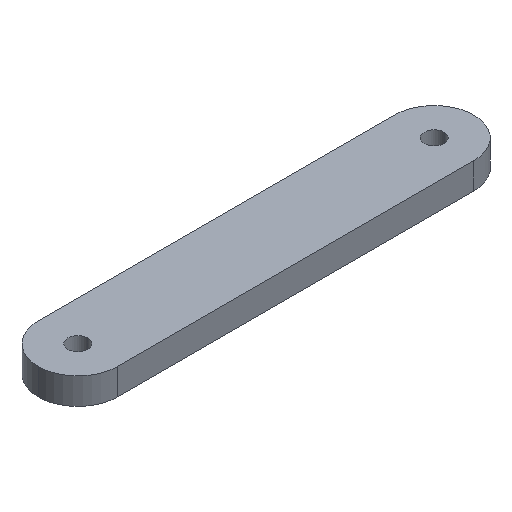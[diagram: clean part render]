
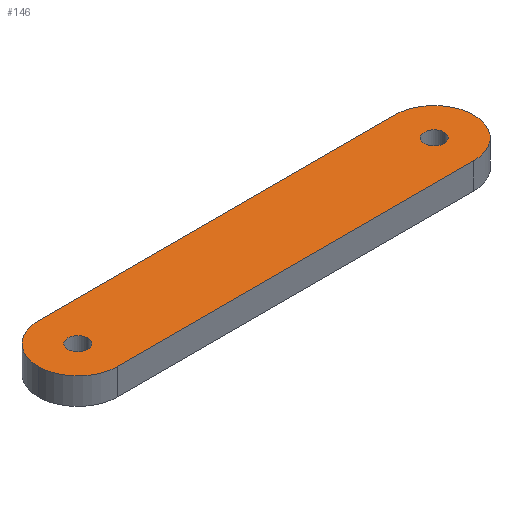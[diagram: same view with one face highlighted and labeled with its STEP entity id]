
A CAD part, isometric view. The second image highlights one B-rep face of the part: STEP entity #146.
In plain terms, the highlighted planar face has unit normal (0, 0, 1).
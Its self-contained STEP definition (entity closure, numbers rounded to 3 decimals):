
#5 = EDGE_CURVE ( 'NONE', #129, #75, #215, .T. ) ;
#10 = ORIENTED_EDGE ( 'NONE', *, *, #218, .F. ) ;
#14 = CARTESIAN_POINT ( 'NONE',  ( 0., -6., 4. ) ) ;
#34 = ORIENTED_EDGE ( 'NONE', *, *, #225, .F. ) ;
#38 = EDGE_CURVE ( 'NONE', #93, #81, #51, .T. ) ;
#46 = AXIS2_PLACEMENT_3D ( 'NONE', #162, #164, #100 ) ;
#50 = ORIENTED_EDGE ( 'NONE', *, *, #269, .T. ) ;
#51 = CIRCLE ( 'NONE', #202, 6. ) ;
#54 = VECTOR ( 'NONE', #193, 1000. ) ;
#57 = CARTESIAN_POINT ( 'NONE',  ( 0., 6., 4. ) ) ;
#60 = DIRECTION ( 'NONE',  ( 1., 0., 0. ) ) ;
#62 = CARTESIAN_POINT ( 'NONE',  ( 54., 0., 4. ) ) ;
#72 = DIRECTION ( 'NONE',  ( 0., 0., 1. ) ) ;
#75 = VERTEX_POINT ( 'NONE', #89 ) ;
#78 = VERTEX_POINT ( 'NONE', #86 ) ;
#81 = VERTEX_POINT ( 'NONE', #120 ) ;
#86 = CARTESIAN_POINT ( 'NONE',  ( -1.5, 0., 4. ) ) ;
#87 = CARTESIAN_POINT ( 'NONE',  ( 54., -6., 4. ) ) ;
#89 = CARTESIAN_POINT ( 'NONE',  ( 55.5, 0., 4. ) ) ;
#90 = CARTESIAN_POINT ( 'NONE',  ( 0., 0., 4. ) ) ;
#93 = VERTEX_POINT ( 'NONE', #333 ) ;
#96 = EDGE_LOOP ( 'NONE', ( #133, #34 ) ) ;
#100 = DIRECTION ( 'NONE',  ( 1., 0., 0. ) ) ;
#104 = ORIENTED_EDGE ( 'NONE', *, *, #38, .T. ) ;
#107 = CARTESIAN_POINT ( 'NONE',  ( 54., 0., 4. ) ) ;
#112 = CIRCLE ( 'NONE', #329, 1.5 ) ;
#120 = CARTESIAN_POINT ( 'NONE',  ( 0., -6., 4. ) ) ;
#123 = DIRECTION ( 'NONE',  ( 0., 0., 1. ) ) ;
#129 = VERTEX_POINT ( 'NONE', #249 ) ;
#130 = DIRECTION ( 'NONE',  ( 1., 0., 0. ) ) ;
#133 = ORIENTED_EDGE ( 'NONE', *, *, #367, .F. ) ;
#134 = AXIS2_PLACEMENT_3D ( 'NONE', #107, #167, #299 ) ;
#138 = CIRCLE ( 'NONE', #46, 1.5 ) ;
#146 = ADVANCED_FACE ( 'NONE', ( #273, #369, #177 ), #149, .T. ) ;
#147 = VERTEX_POINT ( 'NONE', #184 ) ;
#149 = PLANE ( 'NONE',  #285 ) ;
#151 = AXIS2_PLACEMENT_3D ( 'NONE', #221, #123, #130 ) ;
#153 = CIRCLE ( 'NONE', #340, 6. ) ;
#161 = VERTEX_POINT ( 'NONE', #57 ) ;
#162 = CARTESIAN_POINT ( 'NONE',  ( 0., 0., 4. ) ) ;
#164 = DIRECTION ( 'NONE',  ( 0., 0., 1. ) ) ;
#166 = CARTESIAN_POINT ( 'NONE',  ( 54., 0., 4. ) ) ;
#167 = DIRECTION ( 'NONE',  ( 0., 0., 1. ) ) ;
#170 = VERTEX_POINT ( 'NONE', #87 ) ;
#174 = EDGE_LOOP ( 'NONE', ( #292, #10 ) ) ;
#177 = FACE_BOUND ( 'NONE', #174, .T. ) ;
#179 = CARTESIAN_POINT ( 'NONE',  ( 0., 6., 4. ) ) ;
#181 = VECTOR ( 'NONE', #304, 1000. ) ;
#184 = CARTESIAN_POINT ( 'NONE',  ( 54., 6., 4. ) ) ;
#186 = EDGE_CURVE ( 'NONE', #147, #161, #244, .T. ) ;
#188 = LINE ( 'NONE', #14, #54 ) ;
#189 = ORIENTED_EDGE ( 'NONE', *, *, #281, .T. ) ;
#193 = DIRECTION ( 'NONE',  ( 1., 0., 0. ) ) ;
#202 = AXIS2_PLACEMENT_3D ( 'NONE', #238, #389, #381 ) ;
#203 = DIRECTION ( 'NONE',  ( 1., 0., 0. ) ) ;
#212 = DIRECTION ( 'NONE',  ( 0., 0., 1. ) ) ;
#215 = CIRCLE ( 'NONE', #134, 1.5 ) ;
#218 = EDGE_CURVE ( 'NONE', #75, #129, #112, .T. ) ;
#220 = VERTEX_POINT ( 'NONE', #282 ) ;
#221 = CARTESIAN_POINT ( 'NONE',  ( 0., 0., 4. ) ) ;
#225 = EDGE_CURVE ( 'NONE', #220, #78, #138, .T. ) ;
#237 = DIRECTION ( 'NONE',  ( 1., 0., 0. ) ) ;
#238 = CARTESIAN_POINT ( 'NONE',  ( 0., 0., 4. ) ) ;
#244 = LINE ( 'NONE', #179, #181 ) ;
#249 = CARTESIAN_POINT ( 'NONE',  ( 52.5, 0., 4. ) ) ;
#256 = ORIENTED_EDGE ( 'NONE', *, *, #353, .T. ) ;
#268 = CIRCLE ( 'NONE', #335, 1.5 ) ;
#269 = EDGE_CURVE ( 'NONE', #161, #93, #320, .T. ) ;
#273 = FACE_BOUND ( 'NONE', #96, .T. ) ;
#281 = EDGE_CURVE ( 'NONE', #81, #170, #188, .T. ) ;
#282 = CARTESIAN_POINT ( 'NONE',  ( 1.5, 0., 4. ) ) ;
#285 = AXIS2_PLACEMENT_3D ( 'NONE', #90, #212, #60 ) ;
#292 = ORIENTED_EDGE ( 'NONE', *, *, #5, .F. ) ;
#299 = DIRECTION ( 'NONE',  ( 1., 0., 0. ) ) ;
#304 = DIRECTION ( 'NONE',  ( -1., 0., 0. ) ) ;
#320 = CIRCLE ( 'NONE', #151, 6. ) ;
#323 = EDGE_LOOP ( 'NONE', ( #50, #104, #189, #256, #330 ) ) ;
#327 = DIRECTION ( 'NONE',  ( 0., 0., 1. ) ) ;
#329 = AXIS2_PLACEMENT_3D ( 'NONE', #62, #72, #372 ) ;
#330 = ORIENTED_EDGE ( 'NONE', *, *, #186, .T. ) ;
#333 = CARTESIAN_POINT ( 'NONE',  ( -6., 0., 4. ) ) ;
#335 = AXIS2_PLACEMENT_3D ( 'NONE', #360, #327, #237 ) ;
#340 = AXIS2_PLACEMENT_3D ( 'NONE', #166, #355, #203 ) ;
#353 = EDGE_CURVE ( 'NONE', #170, #147, #153, .T. ) ;
#355 = DIRECTION ( 'NONE',  ( 0., 0., 1. ) ) ;
#360 = CARTESIAN_POINT ( 'NONE',  ( 0., 0., 4. ) ) ;
#367 = EDGE_CURVE ( 'NONE', #78, #220, #268, .T. ) ;
#369 = FACE_OUTER_BOUND ( 'NONE', #323, .T. ) ;
#372 = DIRECTION ( 'NONE',  ( 1., 0., 0. ) ) ;
#381 = DIRECTION ( 'NONE',  ( 1., 0., 0. ) ) ;
#389 = DIRECTION ( 'NONE',  ( 0., 0., 1. ) ) ;
